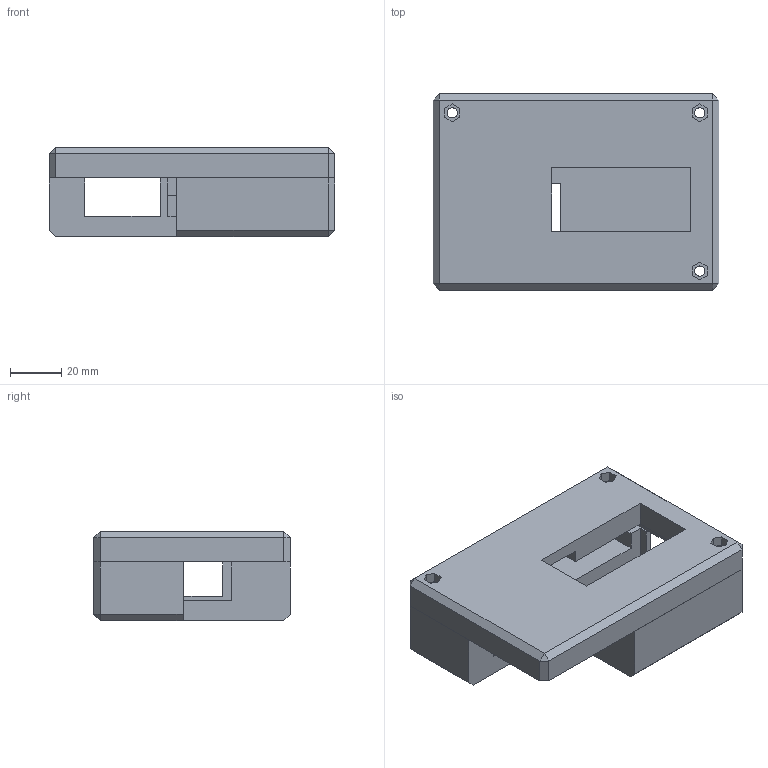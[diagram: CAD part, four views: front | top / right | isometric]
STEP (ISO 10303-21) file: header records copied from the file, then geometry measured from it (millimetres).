
FILE_DESCRIPTION(/* description */ ('STEP AP242','CAx-IF Rec.Pracs.---Representation and Presentation of Product Manufacturing Information (PMI)---4.0---2014-10-13','CAx-IF Rec.Pracs.---3D Tessellated Geometry---0.4---2014-09-14','2;1'),/* implementation_level */ '2;1');
FILE_NAME(/* name */ '65b7c3466ad42e42d9e7d7b4',/* time_stamp */ '2024-01-29T15:24:54Z',/* author */ (''),/* organization */ (''),/* preprocessor_version */ 'ST-DEVELOPER v19.4',/* originating_system */ ' ',/* authorisation */ ' ');
FILE_SCHEMA (('AP242_MANAGED_MODEL_BASED_3D_ENGINEERING_MIM_LF { 1 0 10303 442 1 1 4 }'));
Length unit declared in the file: metre
Products named in the file (2): BOTTOM; TOP
Bounding box: 112 x 77 x 35 mm (x, y, z)
Volume: 170242.3 mm3; surface area: 46051.4 mm2
Topology: 2 solids, 2 shells, 108 faces, 273 edges, 176 vertices
Faces by surface type: plane 94, cylinder 14
Full cylindrical faces by diameter (mm): 4 x6, 7.5 x3
Entity records: 3184 total; most frequent: CARTESIAN_POINT 544, ORIENTED_EDGE 522, DIRECTION 509, EDGE_CURVE 261, LINE 233, VECTOR 233, VERTEX_POINT 173, EDGE_LOOP 138
